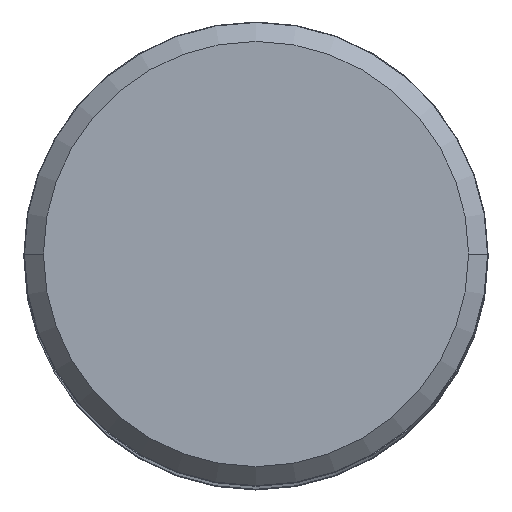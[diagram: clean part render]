
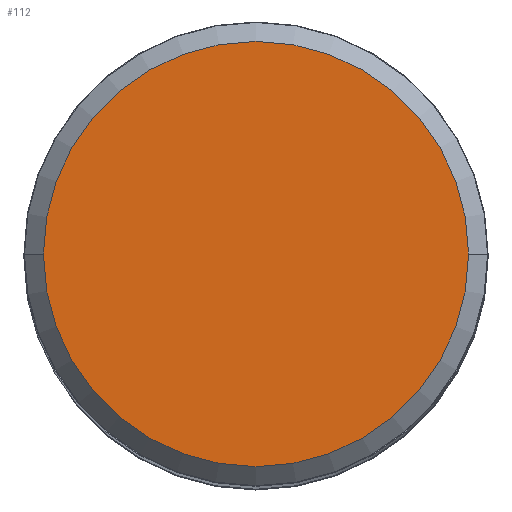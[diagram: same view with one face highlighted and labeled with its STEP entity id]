
A CAD part, top view. The second image highlights one B-rep face of the part: STEP entity #112.
In plain terms, the highlighted planar face has unit normal (0, 0, 1).
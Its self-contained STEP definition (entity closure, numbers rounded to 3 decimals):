
#65=PLANE('',#1008);
#112=ADVANCED_FACE('',(#192),#65,.F.);
#192=FACE_OUTER_BOUND('',#248,.T.);
#248=EDGE_LOOP('',(#418,#419));
#418=ORIENTED_EDGE('',*,*,#605,.F.);
#419=ORIENTED_EDGE('',*,*,#603,.F.);
#512=VERTEX_POINT('',#1539);
#513=VERTEX_POINT('',#1541);
#603=EDGE_CURVE('',#512,#513,#679,.T.);
#605=EDGE_CURVE('',#513,#512,#680,.T.);
#679=CIRCLE('',#1004,14.536);
#680=CIRCLE('',#1006,14.536);
#1004=AXIS2_PLACEMENT_3D('',#1540,#1265,#1266);
#1006=AXIS2_PLACEMENT_3D('',#1544,#1270,#1271);
#1008=AXIS2_PLACEMENT_3D('',#1546,#1274,#1275);
#1265=DIRECTION('',(0.,0.,-1.));
#1266=DIRECTION('',(-1.,0.,0.));
#1270=DIRECTION('',(0.,0.,-1.));
#1271=DIRECTION('',(1.,0.,0.));
#1274=DIRECTION('',(0.,0.,-1.));
#1275=DIRECTION('',(1.,0.,0.));
#1539=CARTESIAN_POINT('',(-14.536,0.,0.));
#1540=CARTESIAN_POINT('',(0.,0.,0.));
#1541=CARTESIAN_POINT('',(14.536,0.,0.));
#1544=CARTESIAN_POINT('',(0.,0.,0.));
#1546=CARTESIAN_POINT('',(0.,0.,0.));
